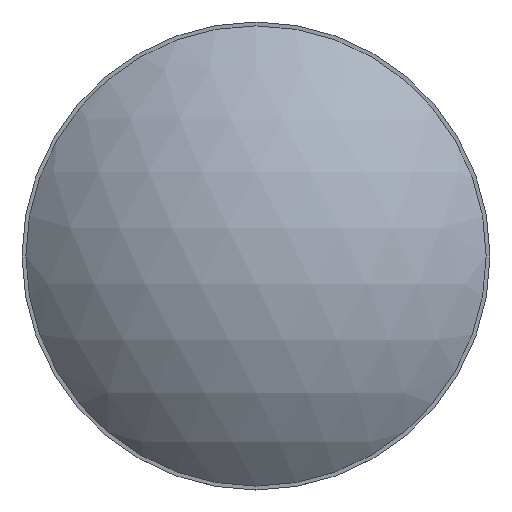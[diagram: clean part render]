
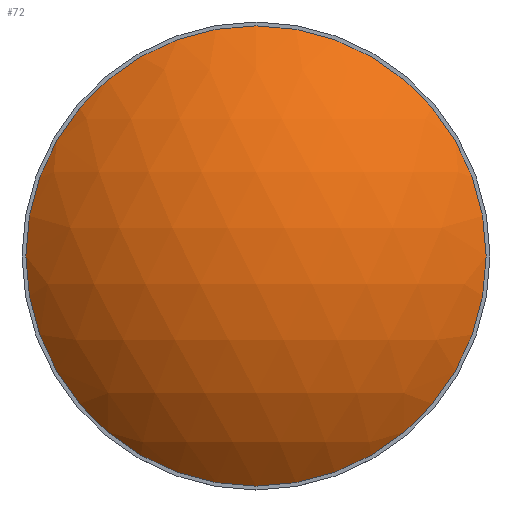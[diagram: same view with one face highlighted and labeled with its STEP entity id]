
A CAD part, top view. The second image highlights one B-rep face of the part: STEP entity #72.
In plain terms, the highlighted spherical face has radius 342 mm.
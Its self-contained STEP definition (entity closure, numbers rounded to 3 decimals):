
#25=FACE_OUTER_BOUND('',#31,.T.);
#31=EDGE_LOOP('',(#56));
#39=CIRCLE('',#93,238.5);
#44=VERTEX_POINT('',#131);
#49=EDGE_CURVE('',#44,#44,#39,.T.);
#56=ORIENTED_EDGE('',*,*,#49,.T.);
#70=SPHERICAL_SURFACE('',#92,342.);
#72=ADVANCED_FACE('',(#25),#70,.T.);
#92=AXIS2_PLACEMENT_3D('',#130,#105,#106);
#93=AXIS2_PLACEMENT_3D('',#132,#107,#108);
#105=DIRECTION('center_axis',(0.,-1.,0.));
#106=DIRECTION('ref_axis',(1.,0.,0.));
#107=DIRECTION('center_axis',(0.,0.,1.));
#108=DIRECTION('ref_axis',(0.,-1.,0.));
#130=CARTESIAN_POINT('Origin',(0.,0.,-234.956));
#131=CARTESIAN_POINT('',(0.,238.5,10.16));
#132=CARTESIAN_POINT('Origin',(0.,0.,10.16));
